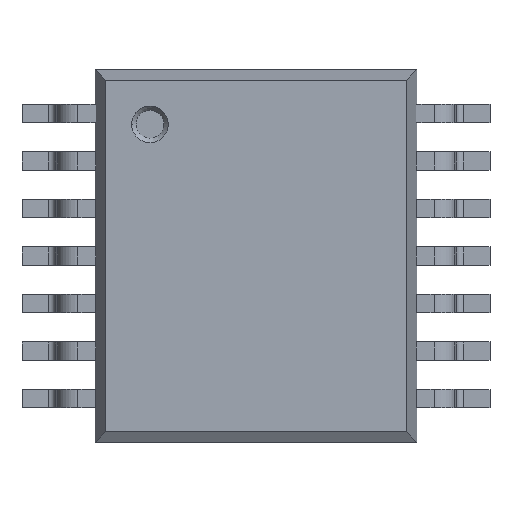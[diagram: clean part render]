
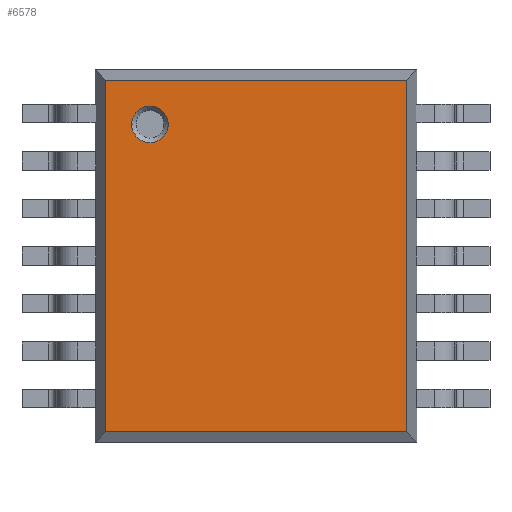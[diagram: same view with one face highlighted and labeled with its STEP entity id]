
A CAD part, top view. The second image highlights one B-rep face of the part: STEP entity #6578.
In plain terms, the highlighted planar face has unit normal (0, 0, 1).
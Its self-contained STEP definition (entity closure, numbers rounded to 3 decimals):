
#302 = CARTESIAN_POINT ( 'NONE',  ( -2.053, 2.55, 1.2 ) ) ;
#446 = CIRCLE ( 'NONE', #5636, 0.25 ) ;
#504 = CARTESIAN_POINT ( 'NONE',  ( -2.053, -2.403, 1.2 ) ) ;
#601 = EDGE_LOOP ( 'NONE', ( #5975, #4224, #4555, #1510 ) ) ;
#872 = ORIENTED_EDGE ( 'NONE', *, *, #5863, .F. ) ;
#990 = VECTOR ( 'NONE', #6188, 1000. ) ;
#1055 = CARTESIAN_POINT ( 'NONE',  ( -1.7, 1.8, 1.2 ) ) ;
#1510 = ORIENTED_EDGE ( 'NONE', *, *, #4073, .T. ) ;
#1565 = CARTESIAN_POINT ( 'NONE',  ( -2.2, 2.403, 1.2 ) ) ;
#1658 = DIRECTION ( 'NONE',  ( 0., -1., 0. ) ) ;
#1862 = DIRECTION ( 'NONE',  ( 0., 0., 1. ) ) ;
#1944 = DIRECTION ( 'NONE',  ( 1., 0., 0. ) ) ;
#1967 = CARTESIAN_POINT ( 'NONE',  ( -2.053, 2.403, 1.2 ) ) ;
#2043 = DIRECTION ( 'NONE',  ( 1., 0., 0. ) ) ;
#2072 = VECTOR ( 'NONE', #1658, 1000. ) ;
#2202 = CARTESIAN_POINT ( 'NONE',  ( 2.053, -2.403, 1.2 ) ) ;
#2285 = LINE ( 'NONE', #302, #2072 ) ;
#2320 = VERTEX_POINT ( 'NONE', #1055 ) ;
#2604 = FACE_OUTER_BOUND ( 'NONE', #601, .T. ) ;
#2641 = CIRCLE ( 'NONE', #5412, 0.25 ) ;
#2695 = CARTESIAN_POINT ( 'NONE',  ( 2.053, 2.403, 1.2 ) ) ;
#2955 = LINE ( 'NONE', #1565, #4107 ) ;
#4073 = EDGE_CURVE ( 'NONE', #8046, #7070, #2955, .T. ) ;
#4084 = EDGE_CURVE ( 'NONE', #4363, #7188, #8781, .T. ) ;
#4107 = VECTOR ( 'NONE', #5848, 1000. ) ;
#4224 = ORIENTED_EDGE ( 'NONE', *, *, #4084, .T. ) ;
#4363 = VERTEX_POINT ( 'NONE', #504 ) ;
#4496 = DIRECTION ( 'NONE',  ( 1., 0., 0. ) ) ;
#4555 = ORIENTED_EDGE ( 'NONE', *, *, #6268, .T. ) ;
#4607 = LINE ( 'NONE', #5321, #990 ) ;
#4817 = DIRECTION ( 'NONE',  ( 0., 0., 1. ) ) ;
#4837 = VERTEX_POINT ( 'NONE', #9248 ) ;
#5021 = DIRECTION ( 'NONE',  ( 0., 0., 1. ) ) ;
#5321 = CARTESIAN_POINT ( 'NONE',  ( 2.053, 2.55, 1.2 ) ) ;
#5412 = AXIS2_PLACEMENT_3D ( 'NONE', #9239, #5021, #1944 ) ;
#5636 = AXIS2_PLACEMENT_3D ( 'NONE', #9163, #1862, #7718 ) ;
#5651 = FACE_BOUND ( 'NONE', #9369, .T. ) ;
#5848 = DIRECTION ( 'NONE',  ( -1., 0., 0. ) ) ;
#5863 = EDGE_CURVE ( 'NONE', #2320, #4837, #2641, .T. ) ;
#5897 = CARTESIAN_POINT ( 'NONE',  ( -2.2, -2.403, 1.2 ) ) ;
#5975 = ORIENTED_EDGE ( 'NONE', *, *, #8502, .T. ) ;
#6188 = DIRECTION ( 'NONE',  ( 0., 1., 0. ) ) ;
#6268 = EDGE_CURVE ( 'NONE', #7188, #8046, #4607, .T. ) ;
#6578 = ADVANCED_FACE ( 'NONE', ( #5651, #2604 ), #8629, .T. ) ;
#7070 = VERTEX_POINT ( 'NONE', #1967 ) ;
#7188 = VERTEX_POINT ( 'NONE', #2202 ) ;
#7190 = CARTESIAN_POINT ( 'NONE',  ( -2.2, -2.55, 1.2 ) ) ;
#7269 = EDGE_CURVE ( 'NONE', #4837, #2320, #446, .T. ) ;
#7718 = DIRECTION ( 'NONE',  ( 1., 0., 0. ) ) ;
#7738 = ORIENTED_EDGE ( 'NONE', *, *, #7269, .F. ) ;
#8046 = VERTEX_POINT ( 'NONE', #2695 ) ;
#8502 = EDGE_CURVE ( 'NONE', #7070, #4363, #2285, .T. ) ;
#8629 = PLANE ( 'NONE',  #8819 ) ;
#8781 = LINE ( 'NONE', #5897, #9172 ) ;
#8819 = AXIS2_PLACEMENT_3D ( 'NONE', #7190, #4817, #2043 ) ;
#9163 = CARTESIAN_POINT ( 'NONE',  ( -1.45, 1.8, 1.2 ) ) ;
#9172 = VECTOR ( 'NONE', #4496, 1000. ) ;
#9239 = CARTESIAN_POINT ( 'NONE',  ( -1.45, 1.8, 1.2 ) ) ;
#9248 = CARTESIAN_POINT ( 'NONE',  ( -1.2, 1.8, 1.2 ) ) ;
#9369 = EDGE_LOOP ( 'NONE', ( #7738, #872 ) ) ;
